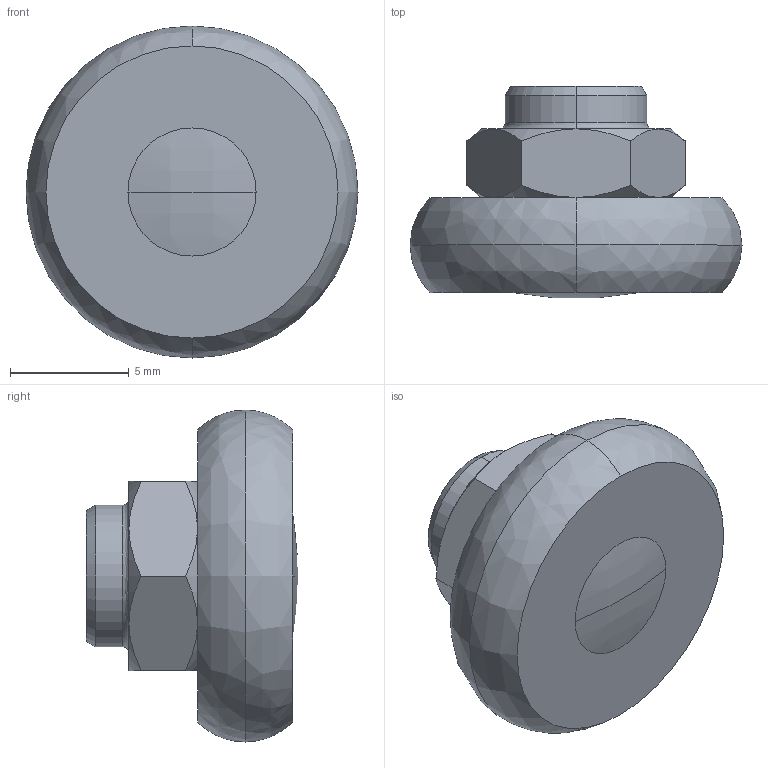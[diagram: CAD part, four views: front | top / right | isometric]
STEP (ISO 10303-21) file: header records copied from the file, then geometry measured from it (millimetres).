
FILE_DESCRIPTION (( 'STEP AP214' ), '1' );
FILE_NAME ('RSBN20-2Z-Rollco.step', '2022-01-21T07:20:08', ( '' ), ( '' ), 'SwSTEP 2.0', 'SolidWorks 2010', '' );
FILE_SCHEMA (( 'AUTOMOTIVE_DESIGN' ));
Length unit declared in the file: millimetre
Products named in the file (1): RSBN20-2Z-Rollco
Bounding box: 14 x 8.92 x 14 mm (x, y, z)
Volume: 614.6 mm3; surface area: 1506.2 mm2
Topology: 15 solids, 16 shells, 141 faces, 323 edges, 181 vertices
Faces by surface type: cone 42, plane 37, bspline 34, cylinder 28
Entity records: 4384 total; most frequent: CARTESIAN_POINT 1288, DIRECTION 638, ORIENTED_EDGE 562, EDGE_CURVE 281, AXIS2_PLACEMENT_3D 275, VERTEX_POINT 181, CIRCLE 167, EDGE_LOOP 160
